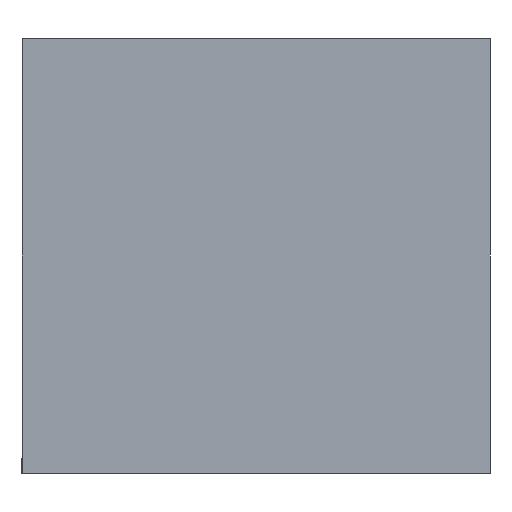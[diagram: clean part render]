
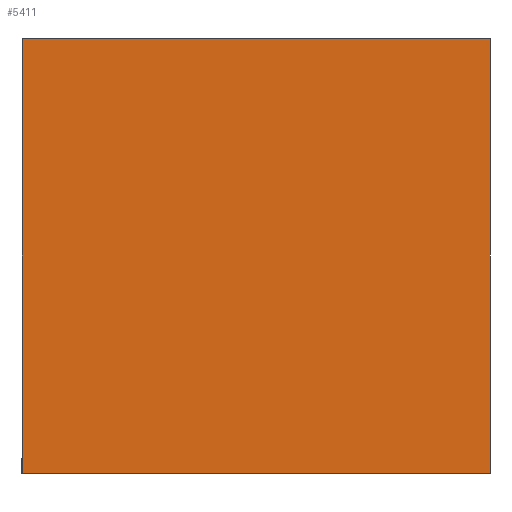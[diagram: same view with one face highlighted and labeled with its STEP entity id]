
A CAD part, left-side view. The second image highlights one B-rep face of the part: STEP entity #5411.
In plain terms, the highlighted planar face has unit normal (-1, 0, 0).
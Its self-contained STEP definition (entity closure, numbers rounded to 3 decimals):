
#169 = DIRECTION ( 'NONE',  ( 0., -1., 0. ) ) ;
#272 = ORIENTED_EDGE ( 'NONE', *, *, #820, .T. ) ;
#506 = EDGE_CURVE ( 'NONE', #6724, #9200, #5850, .T. ) ;
#820 = EDGE_CURVE ( 'NONE', #10213, #1366, #980, .T. ) ;
#846 = VECTOR ( 'NONE', #11242, 1000. ) ;
#980 = LINE ( 'NONE', #9125, #9615 ) ;
#1366 = VERTEX_POINT ( 'NONE', #8925 ) ;
#2446 = CARTESIAN_POINT ( 'NONE',  ( -745., -245., 455. ) ) ;
#2471 = VECTOR ( 'NONE', #8405, 1000. ) ;
#2576 = DIRECTION ( 'NONE',  ( 0., 0., -1. ) ) ;
#3393 = DIRECTION ( 'NONE',  ( 0., 1., 0. ) ) ;
#3806 = EDGE_LOOP ( 'NONE', ( #6861, #4083, #11057, #272 ) ) ;
#4083 = ORIENTED_EDGE ( 'NONE', *, *, #506, .F. ) ;
#4241 = LINE ( 'NONE', #8543, #8926 ) ;
#4247 = FACE_OUTER_BOUND ( 'NONE', #3806, .T. ) ;
#4806 = LINE ( 'NONE', #7366, #2471 ) ;
#5411 = ADVANCED_FACE ( 'NONE', ( #4247 ), #6140, .F. ) ;
#5850 = LINE ( 'NONE', #11081, #846 ) ;
#6140 = PLANE ( 'NONE',  #10844 ) ;
#6552 = CARTESIAN_POINT ( 'NONE',  ( -745., -245., 455. ) ) ;
#6724 = VERTEX_POINT ( 'NONE', #6552 ) ;
#6861 = ORIENTED_EDGE ( 'NONE', *, *, #10279, .T. ) ;
#7366 = CARTESIAN_POINT ( 'NONE',  ( -745., -245., 455. ) ) ;
#8405 = DIRECTION ( 'NONE',  ( 0., -1., 0. ) ) ;
#8543 = CARTESIAN_POINT ( 'NONE',  ( -745., -245., 0. ) ) ;
#8925 = CARTESIAN_POINT ( 'NONE',  ( -745., 245., 0. ) ) ;
#8926 = VECTOR ( 'NONE', #169, 1000. ) ;
#8996 = DIRECTION ( 'NONE',  ( 1., 0., 0. ) ) ;
#9078 = CARTESIAN_POINT ( 'NONE',  ( -745., -245., 0. ) ) ;
#9125 = CARTESIAN_POINT ( 'NONE',  ( -745., 245., 455. ) ) ;
#9200 = VERTEX_POINT ( 'NONE', #9078 ) ;
#9615 = VECTOR ( 'NONE', #2576, 1000. ) ;
#10191 = EDGE_CURVE ( 'NONE', #10213, #6724, #4806, .T. ) ;
#10213 = VERTEX_POINT ( 'NONE', #10242 ) ;
#10242 = CARTESIAN_POINT ( 'NONE',  ( -745., 245., 455. ) ) ;
#10279 = EDGE_CURVE ( 'NONE', #1366, #9200, #4241, .T. ) ;
#10844 = AXIS2_PLACEMENT_3D ( 'NONE', #2446, #8996, #3393 ) ;
#11057 = ORIENTED_EDGE ( 'NONE', *, *, #10191, .F. ) ;
#11081 = CARTESIAN_POINT ( 'NONE',  ( -745., -245., 455. ) ) ;
#11242 = DIRECTION ( 'NONE',  ( 0., 0., -1. ) ) ;
